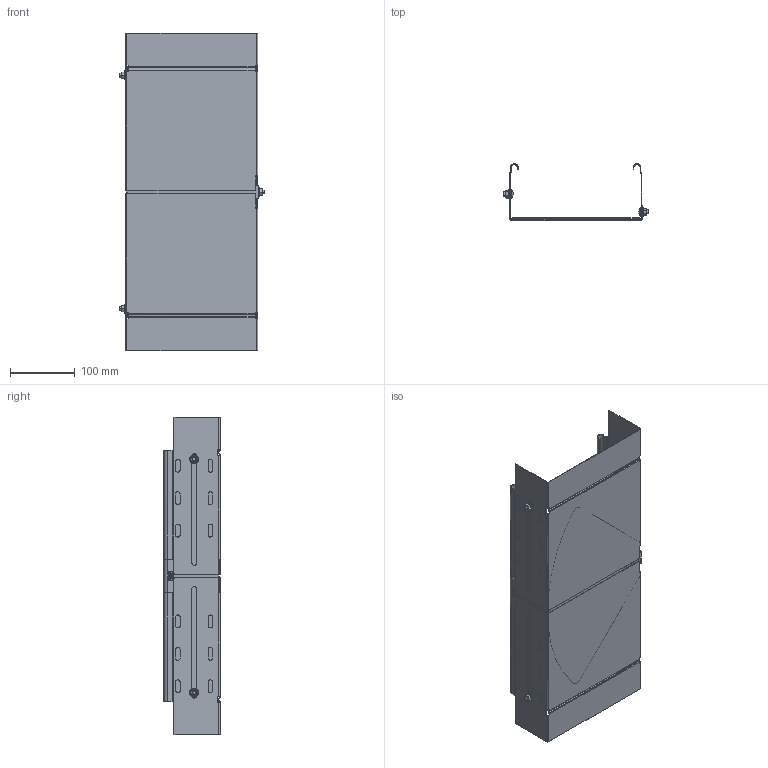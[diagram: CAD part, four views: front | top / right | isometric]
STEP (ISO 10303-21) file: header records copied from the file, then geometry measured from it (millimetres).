
FILE_DESCRIPTION(/* description */ (''),/* implementation_level */ '2;1');
FILE_NAME(/* name */ '6040604',/* time_stamp */ '2014-10-22T11:01:43+02:00',/* author */ (''),/* organization */ (''),/* preprocessor_version */ 'ST-DEVELOPER v15',/* originating_system */ '',/* authorisation */ '');
FILE_SCHEMA (('AUTOMOTIVE_DESIGN'));
Length unit declared in the file: millimetre
Products named in the file (2): Document; Block 01
Assembly tree (1 placements, depth 2):
  Document
    Block 01
Bounding box: 225 x 86.49 x 490 mm (x, y, z)
Volume: 72595.8 mm3; surface area: 514560.9 mm2
Topology: 4 solids, 8 shells, 687 faces, 1803 edges, 1112 vertices
Faces by surface type: bspline 348, plane 339
Entity records: 24126 total; most frequent: CARTESIAN_POINT 13280, ORIENTED_EDGE 3534, EDGE_CURVE 1797, VERTEX_POINT 1112, B_SPLINE_CURVE_WITH_KNOTS 1055, EDGE_LOOP 777, ADVANCED_FACE 687, FACE_OUTER_BOUND 687
